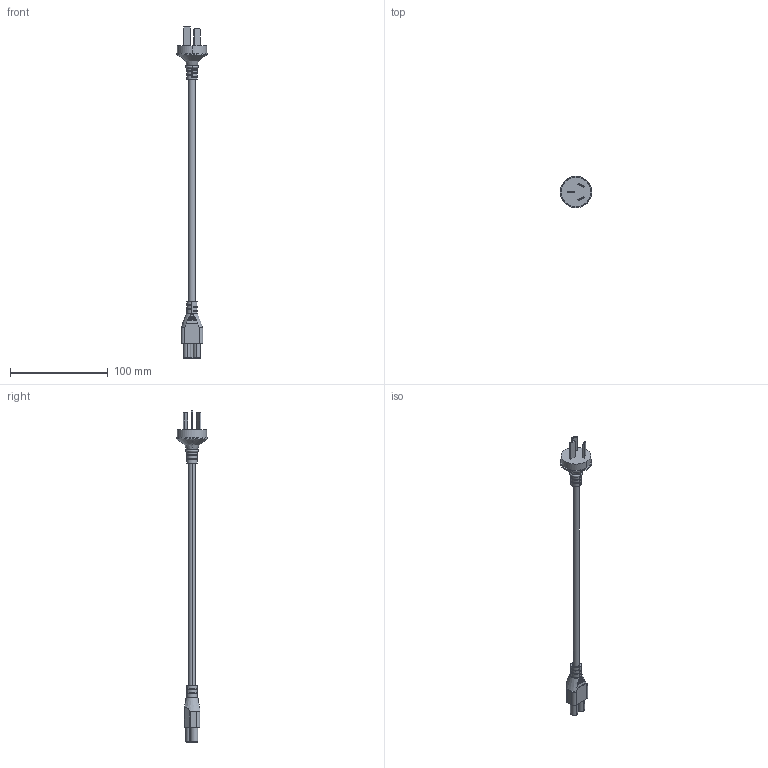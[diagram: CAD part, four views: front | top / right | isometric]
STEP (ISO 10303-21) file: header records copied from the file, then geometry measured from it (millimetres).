
FILE_DESCRIPTION (( 'STEP AP203' ), '1' );
FILE_NAME ('CPCIC5-2.5A-2M_3D.STEP', '2022-04-25T16:30:46', ( '' ), ( '' ), 'SwSTEP 2.0', 'SolidWorks 2021', '' );
FILE_SCHEMA (( 'CONFIG_CONTROL_DESIGN' ));
Length unit declared in the file: inch
Products named in the file (4): H05VV-F 3G Cord (for 44-423-02M); SF-87 IEC 320 C5 FEM PWR PLUG; CPCIC5-2.5A-2M_3D; SF-132 TYPE I 3-BLADE (AUS) PWR PLUG
Assembly tree (3 placements, depth 2):
  CPCIC5-2.5A-2M_3D
    SF-132 TYPE I 3-BLADE (AUS) PWR PLUG
    H05VV-F 3G Cord (for 44-423-02M)
    SF-87 IEC 320 C5 FEM PWR PLUG
Bounding box: 32 x 32 x 339.5 mm (x, y, z)
Volume: 30467.2 mm3; surface area: 14644.9 mm2
Topology: 3 solids, 3 shells, 240 faces, 609 edges, 382 vertices
Faces by surface type: plane 148, cylinder 61, torus 21, sphere 6, bspline 2, cone 2
Entity records: 8155 total; most frequent: CARTESIAN_POINT 2230, ORIENTED_EDGE 1210, DIRECTION 1116, EDGE_CURVE 605, AXIS2_PLACEMENT_3D 425, VERTEX_POINT 382, VECTOR 266, LINE 266
